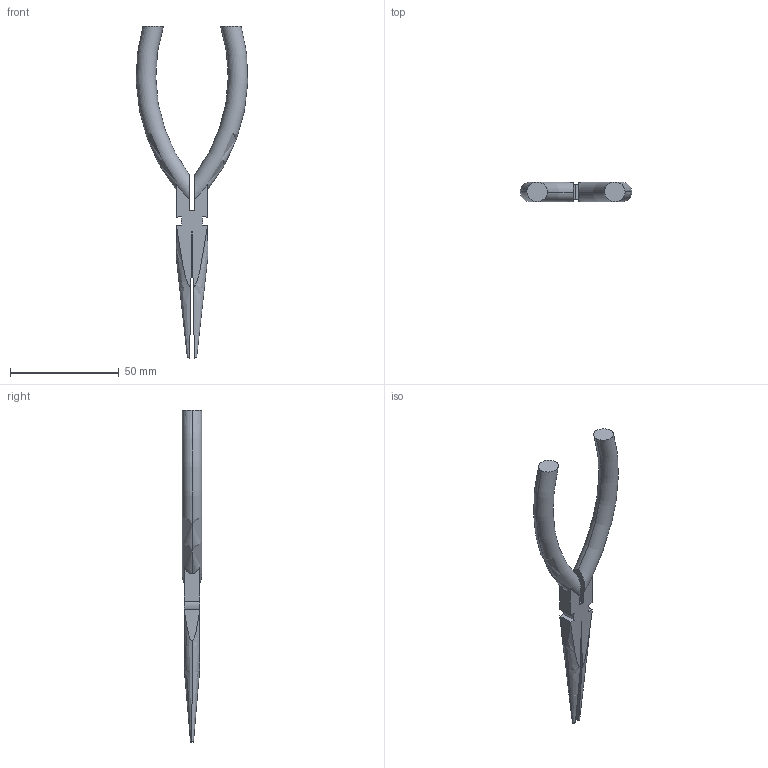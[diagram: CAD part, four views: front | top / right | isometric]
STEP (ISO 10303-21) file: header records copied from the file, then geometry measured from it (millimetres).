
FILE_DESCRIPTION(('produced by SPATIAL CORP'),'2;1');
FILE_NAME('needle-nose.hh.sat.stp', '2002-04-12T11:56:00+00:00',('SPATIAL CORP'),('SPATIAL CORP'), 'ACIS STEP Husk','http://www.spatial.com','SPATIAL CORP');
FILE_SCHEMA(('CONFIG_CONTROL_DESIGN'));
Length unit declared in the file: millimetre
Products named in the file (1): PRODUCT_ID_1
Bounding box: 51.2 x 9 x 152.77 mm (x, y, z)
Volume: 14544.7 mm3; surface area: 7666.9 mm2
Topology: 1 solids, 1 shells, 31 faces, 87 edges, 58 vertices
Faces by surface type: plane 18, cylinder 5, bspline 4, torus 4
Entity records: 1268 total; most frequent: CARTESIAN_POINT 484, ORIENTED_EDGE 174, DIRECTION 111, EDGE_CURVE 87, VERTEX_POINT 58, VECTOR 45, LINE 45, AXIS2_PLACEMENT_3D 33
